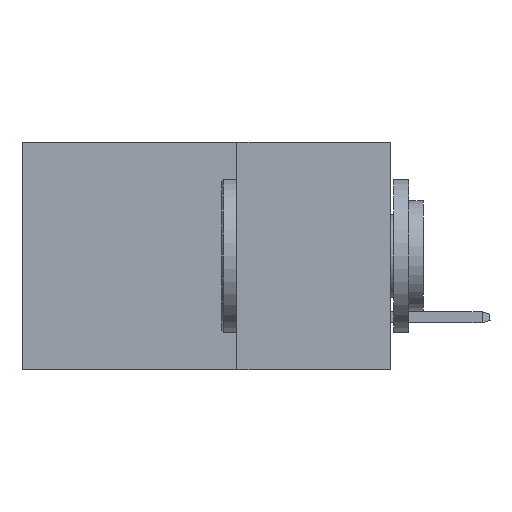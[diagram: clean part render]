
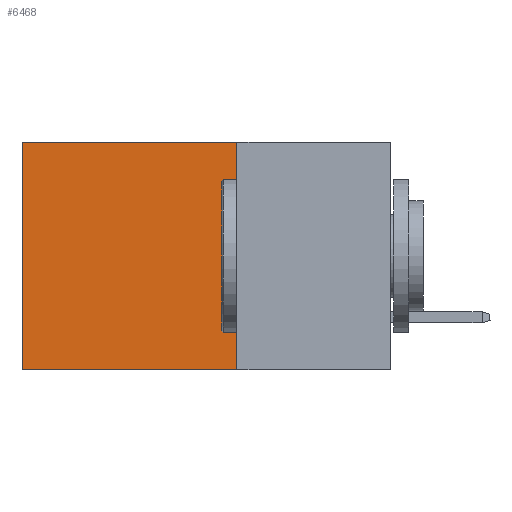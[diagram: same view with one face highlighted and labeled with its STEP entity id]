
A CAD part, left-side view. The second image highlights one B-rep face of the part: STEP entity #6468.
In plain terms, the highlighted planar face has unit normal (-1, 0, 0).
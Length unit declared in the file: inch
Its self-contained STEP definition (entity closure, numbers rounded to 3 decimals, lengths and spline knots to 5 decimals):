
#111 = LINE ( 'NONE', #34134, #34530 ) ;
#869 = DIRECTION ( 'NONE',  ( 1., 0., 0. ) ) ;
#937 = VECTOR ( 'NONE', #34642, 39.37008 ) ;
#5154 = CARTESIAN_POINT ( 'NONE',  ( 0.2875, 0.25, 0. ) ) ;
#5176 = EDGE_CURVE ( 'NONE', #45411, #21150, #38684, .T. ) ;
#5691 = VECTOR ( 'NONE', #33376, 39.37008 ) ;
#6468 = ADVANCED_FACE ( 'NONE', ( #8127 ), #19020, .F. ) ;
#8127 = FACE_OUTER_BOUND ( 'NONE', #35654, .T. ) ;
#9203 = DIRECTION ( 'NONE',  ( 0., 0., -1. ) ) ;
#10007 = CARTESIAN_POINT ( 'NONE',  ( 0.2875, 0.6, 0. ) ) ;
#10087 = DIRECTION ( 'NONE',  ( 0., 1., 0. ) ) ;
#12625 = LINE ( 'NONE', #10007, #937 ) ;
#14111 = ORIENTED_EDGE ( 'NONE', *, *, #22004, .T. ) ;
#16206 = LINE ( 'NONE', #5154, #5691 ) ;
#16339 = VERTEX_POINT ( 'NONE', #40925 ) ;
#17113 = CARTESIAN_POINT ( 'NONE',  ( 0.2875, 0.6, -0.37 ) ) ;
#17620 = VECTOR ( 'NONE', #10087, 39.37008 ) ;
#18616 = ORIENTED_EDGE ( 'NONE', *, *, #45091, .T. ) ;
#18728 = DIRECTION ( 'NONE',  ( 0., 0., -1. ) ) ;
#19020 = PLANE ( 'NONE',  #35579 ) ;
#20467 = CARTESIAN_POINT ( 'NONE',  ( 0.2875, 0.25, -0.37 ) ) ;
#21150 = VERTEX_POINT ( 'NONE', #17113 ) ;
#22004 = EDGE_CURVE ( 'NONE', #34974, #21150, #12625, .T. ) ;
#24637 = CARTESIAN_POINT ( 'NONE',  ( 0.2875, 0.25, -0.37 ) ) ;
#29163 = EDGE_CURVE ( 'NONE', #16339, #45411, #111, .T. ) ;
#33376 = DIRECTION ( 'NONE',  ( 0., 1., 0. ) ) ;
#34134 = CARTESIAN_POINT ( 'NONE',  ( 0.2875, 0.25, 0. ) ) ;
#34530 = VECTOR ( 'NONE', #9203, 39.37008 ) ;
#34642 = DIRECTION ( 'NONE',  ( 0., 0., -1. ) ) ;
#34974 = VERTEX_POINT ( 'NONE', #35134 ) ;
#35134 = CARTESIAN_POINT ( 'NONE',  ( 0.2875, 0.6, 0. ) ) ;
#35579 = AXIS2_PLACEMENT_3D ( 'NONE', #43783, #869, #18728 ) ;
#35654 = EDGE_LOOP ( 'NONE', ( #14111, #37546, #44049, #18616 ) ) ;
#37546 = ORIENTED_EDGE ( 'NONE', *, *, #5176, .F. ) ;
#38684 = LINE ( 'NONE', #24637, #17620 ) ;
#40925 = CARTESIAN_POINT ( 'NONE',  ( 0.2875, 0.25, 0. ) ) ;
#43783 = CARTESIAN_POINT ( 'NONE',  ( 0.2875, 0.25, 0. ) ) ;
#44049 = ORIENTED_EDGE ( 'NONE', *, *, #29163, .F. ) ;
#45091 = EDGE_CURVE ( 'NONE', #16339, #34974, #16206, .T. ) ;
#45411 = VERTEX_POINT ( 'NONE', #20467 ) ;
